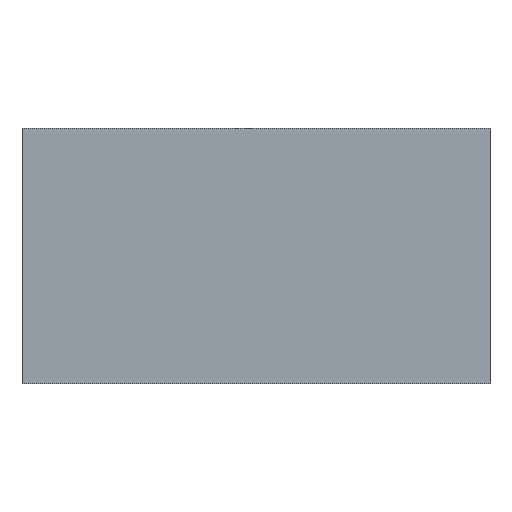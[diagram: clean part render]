
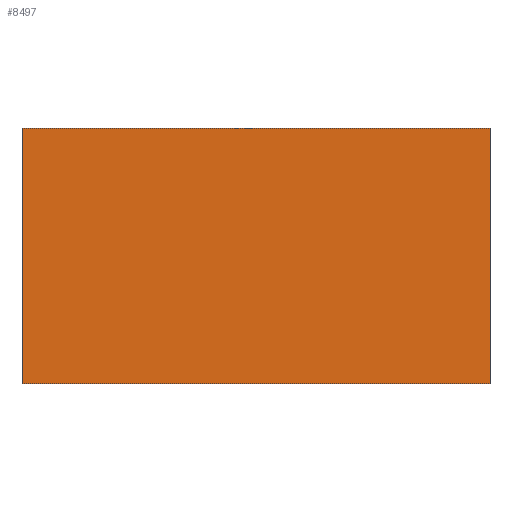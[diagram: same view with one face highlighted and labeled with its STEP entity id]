
A CAD part, left-side view. The second image highlights one B-rep face of the part: STEP entity #8497.
In plain terms, the highlighted planar face has unit normal (-1, 0, 0).
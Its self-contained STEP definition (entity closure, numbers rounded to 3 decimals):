
#994=FACE_OUTER_BOUND('',#1462,.T.);
#1462=EDGE_LOOP('',(#7389,#7390,#7391,#7392));
#1814=LINE('',#12639,#2652);
#2328=LINE('',#14334,#3166);
#2329=LINE('',#14336,#3167);
#2330=LINE('',#14337,#3168);
#2652=VECTOR('',#9541,10.);
#3166=VECTOR('',#10887,10.);
#3167=VECTOR('',#10888,10.);
#3168=VECTOR('',#10889,10.);
#3468=VERTEX_POINT('',#12632);
#3471=VERTEX_POINT('',#12637);
#3980=VERTEX_POINT('',#14333);
#3981=VERTEX_POINT('',#14335);
#4428=EDGE_CURVE('',#3468,#3471,#1814,.T.);
#5142=EDGE_CURVE('',#3980,#3468,#2328,.T.);
#5143=EDGE_CURVE('',#3981,#3471,#2329,.T.);
#5144=EDGE_CURVE('',#3980,#3981,#2330,.T.);
#7389=ORIENTED_EDGE('',*,*,#5142,.T.);
#7390=ORIENTED_EDGE('',*,*,#4428,.T.);
#7391=ORIENTED_EDGE('',*,*,#5143,.F.);
#7392=ORIENTED_EDGE('',*,*,#5144,.F.);
#7744=PLANE('',#9027);
#8497=ADVANCED_FACE('',(#994),#7744,.T.);
#9027=AXIS2_PLACEMENT_3D('',#14332,#10885,#10886);
#9541=DIRECTION('',(0.,0.,1.));
#10885=DIRECTION('center_axis',(-1.,0.,0.));
#10886=DIRECTION('ref_axis',(0.,-1.,0.));
#10887=DIRECTION('',(0.,-1.,0.));
#10888=DIRECTION('',(0.,-1.,0.));
#10889=DIRECTION('',(0.,0.,1.));
#12632=CARTESIAN_POINT('',(0.,0.,0.));
#12637=CARTESIAN_POINT('',(0.,0.,76.2));
#12639=CARTESIAN_POINT('',(0.,0.,0.));
#14332=CARTESIAN_POINT('Origin',(0.,139.7,0.));
#14333=CARTESIAN_POINT('',(0.,139.7,0.));
#14334=CARTESIAN_POINT('',(0.,139.7,0.));
#14335=CARTESIAN_POINT('',(0.,139.7,76.2));
#14336=CARTESIAN_POINT('',(0.,139.7,76.2));
#14337=CARTESIAN_POINT('',(0.,139.7,0.));
